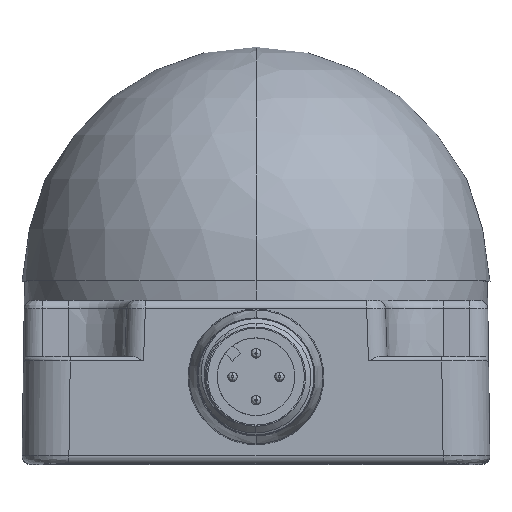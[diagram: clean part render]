
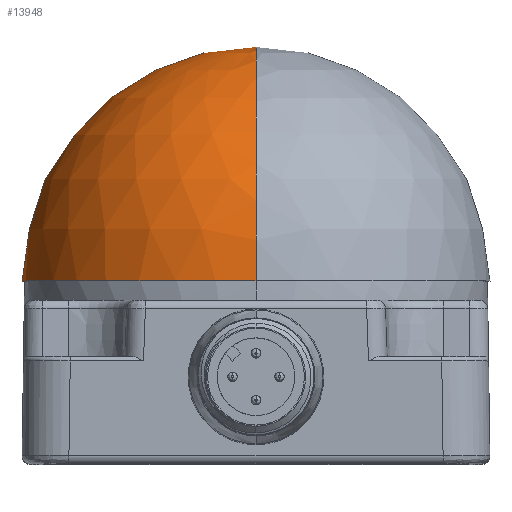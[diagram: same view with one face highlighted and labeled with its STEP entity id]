
A CAD part, top view. The second image highlights one B-rep face of the part: STEP entity #13948.
In plain terms, the highlighted spherical face has radius 25 mm.
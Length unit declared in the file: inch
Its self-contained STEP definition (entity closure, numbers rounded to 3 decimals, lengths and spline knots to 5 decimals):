
#664=CARTESIAN_POINT('',(0.,0.77165,0.));
#665=DIRECTION('',(1.,0.,0.));
#666=DIRECTION('',(0.,0.,-1.));
#667=AXIS2_PLACEMENT_3D('',#664,#665,#666);
#669=CARTESIAN_POINT('',(0.,0.77165,0.));
#670=DIRECTION('',(-1.,0.,0.));
#671=DIRECTION('',(0.,0.,1.));
#672=AXIS2_PLACEMENT_3D('',#669,#670,#671);
#674=CARTESIAN_POINT('',(0.,0.77165,0.));
#675=DIRECTION('',(0.,1.,0.));
#676=DIRECTION('',(0.,0.,-1.));
#677=AXIS2_PLACEMENT_3D('',#674,#675,#676);
#13295=CARTESIAN_POINT('',(0.,0.77165,-0.98425));
#13296=CARTESIAN_POINT('',(0.,1.75591,0.));
#13297=VERTEX_POINT('',#13295);
#13298=VERTEX_POINT('',#13296);
#13299=CARTESIAN_POINT('',(0.,0.77165,0.98425));
#13300=VERTEX_POINT('',#13299);
#13936=CARTESIAN_POINT('',(0.,0.77165,0.));
#13937=DIRECTION('',(0.,-1.,0.));
#13938=DIRECTION('',(0.,0.,1.));
#13939=AXIS2_PLACEMENT_3D('',#13936,#13937,#13938);
#13940=SPHERICAL_SURFACE('',#13939,0.98425);
#13942=ORIENTED_EDGE('',*,*,#13941,.T.);
#13944=ORIENTED_EDGE('',*,*,#13943,.F.);
#13945=ORIENTED_EDGE('',*,*,#13924,.F.);
#13946=EDGE_LOOP('',(#13942,#13944,#13945));
#13947=FACE_OUTER_BOUND('',#13946,.F.);
#13948=ADVANCED_FACE('',(#13947),#13940,.T.);
#668=CIRCLE('',#667,0.98425);
#673=CIRCLE('',#672,0.98425);
#678=CIRCLE('',#677,0.98425);
#13924=EDGE_CURVE('',#13297,#13300,#678,.T.);
#13941=EDGE_CURVE('',#13297,#13298,#668,.T.);
#13943=EDGE_CURVE('',#13300,#13298,#673,.T.);
